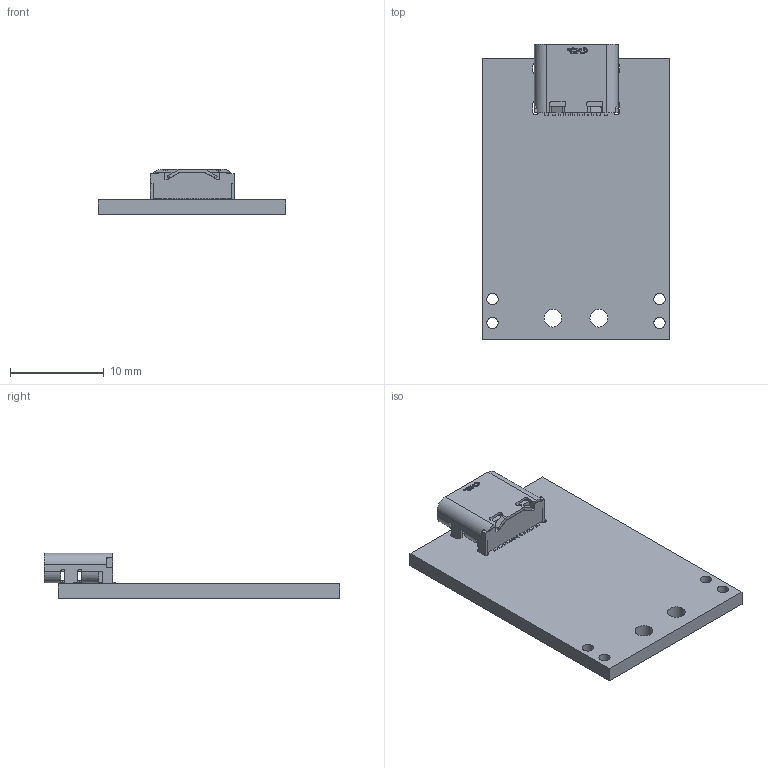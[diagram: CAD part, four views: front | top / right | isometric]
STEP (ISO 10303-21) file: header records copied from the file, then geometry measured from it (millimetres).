
FILE_DESCRIPTION(('Designed by EasyEDA Pro'),'2;1');
FILE_NAME('Open CASCADE Shape Model','2023-12-29T04:59:13',('Author'),( 'Open CASCADE'),'Open CASCADE STEP processor 7.6','Open CASCADE 7.6' ,'Unknown');
FILE_SCHEMA(('AUTOMOTIVE_DESIGN { 1 0 10303 214 1 1 1 1 }'));
Length unit declared in the file: millimetre
Products named in the file (5): PCBModel; Board; USB1; USB-C-SMD_TYPE-C-6PIN-2MD-073; COMPOUND
Assembly tree (4 placements, depth 4):
  PCBModel
    Board
    USB1
      USB-C-SMD_TYPE-C-6PIN-2MD-073
        COMPOUND
Bounding box: 20.04 x 31.57 x 4.86 mm (x, y, z)
Volume: 1057.5 mm3; surface area: 1875.5 mm2
Topology: 16 solids, 16 shells, 568 faces, 1573 edges, 1042 vertices
Faces by surface type: plane 356, bspline 112, cylinder 92, cone 8
Full cylindrical faces by diameter (mm): 0.7 x2, 1.2 x4, 1.9 x2
Entity records: 24237 total; most frequent: CARTESIAN_POINT 5396, ORIENTED_EDGE 3146, DIRECTION 2437, EDGE_CURVE 1573, LINE 1139, VECTOR 1139, VERTEX_POINT 1042, AXIS2_PLACEMENT_3D 649
